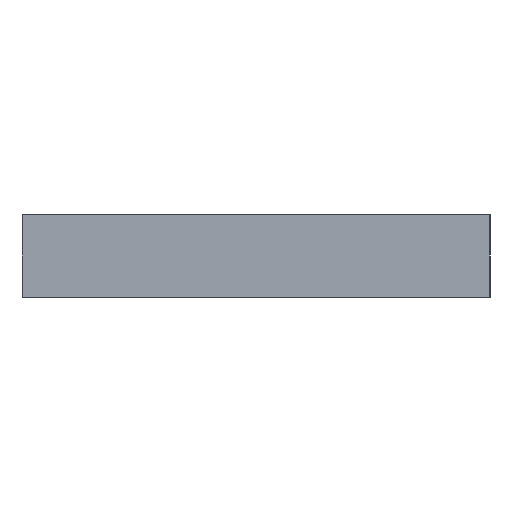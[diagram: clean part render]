
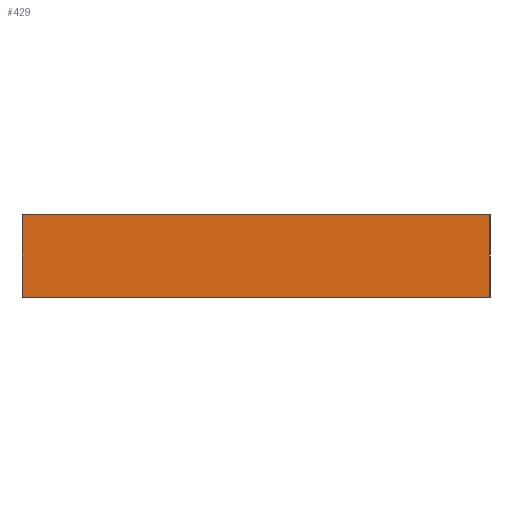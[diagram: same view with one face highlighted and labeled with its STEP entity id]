
A CAD part, left-side view. The second image highlights one B-rep face of the part: STEP entity #429.
In plain terms, the highlighted planar face has unit normal (-1, 0, 0).
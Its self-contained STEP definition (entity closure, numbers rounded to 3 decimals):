
#429=ADVANCED_FACE('',(#933),#934,.T.);
#439=EDGE_CURVE('',#946,#949,#950,.T.);
#463=EDGE_CURVE('',#985,#982,#986,.T.);
#477=EDGE_CURVE('',#982,#949,#1000,.T.);
#479=EDGE_CURVE('',#985,#946,#1002,.T.);
#933=FACE_OUTER_BOUND('',#1541,.T.);
#934=PLANE('',#1542);
#946=VERTEX_POINT('',#1557);
#949=VERTEX_POINT('',#1562);
#950=LINE('',#1563,#1564);
#982=VERTEX_POINT('',#1617);
#985=VERTEX_POINT('',#1622);
#986=LINE('',#1623,#1624);
#1000=LINE('',#1651,#1652);
#1002=LINE('',#1655,#1656);
#1541=EDGE_LOOP('',(#2821,#2822,#2823,#2824));
#1542=AXIS2_PLACEMENT_3D('',#2825,#2826,#2827);
#1557=CARTESIAN_POINT('',(-1.0,0.625,0.));
#1562=CARTESIAN_POINT('',(-1.0,0.625,0.22));
#1563=CARTESIAN_POINT('',(-1.0,0.625,0.));
#1564=VECTOR('',#2846,1.0);
#1617=CARTESIAN_POINT('',(-1.0,-0.625,0.22));
#1622=CARTESIAN_POINT('',(-1.0,-0.625,0.));
#1623=CARTESIAN_POINT('',(-1.0,-0.625,0.));
#1624=VECTOR('',#2858,1.0);
#1651=CARTESIAN_POINT('',(-1.0,-0.625,0.22));
#1652=VECTOR('',#2865,1.0);
#1655=CARTESIAN_POINT('',(-1.0,-0.625,0.));
#1656=VECTOR('',#2866,1.0);
#2821=ORIENTED_EDGE('',*,*,#439,.F.);
#2822=ORIENTED_EDGE('',*,*,#479,.F.);
#2823=ORIENTED_EDGE('',*,*,#463,.T.);
#2824=ORIENTED_EDGE('',*,*,#477,.T.);
#2825=CARTESIAN_POINT('',(-1.0,-0.625,0.));
#2826=DIRECTION('',(-1.0,0.0,0.0));
#2827=DIRECTION('',(0.0,0.0,1.0));
#2846=DIRECTION('',(0.0,0.0,1.0));
#2858=DIRECTION('',(0.0,0.0,1.0));
#2865=DIRECTION('',(0.0,1.0,0.0));
#2866=DIRECTION('',(0.0,1.0,0.0));
